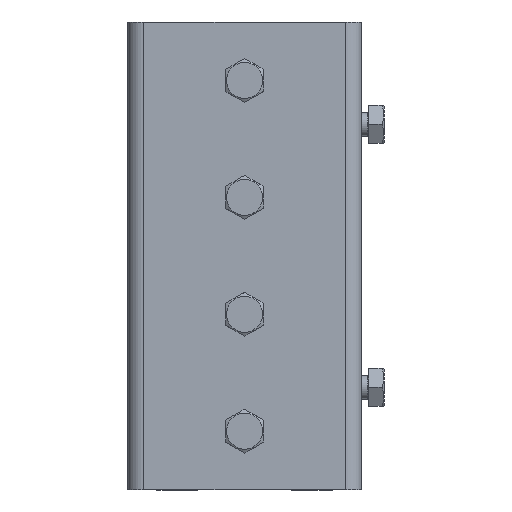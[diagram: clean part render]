
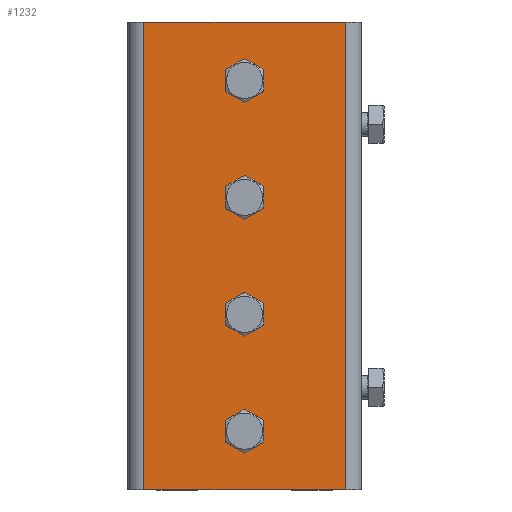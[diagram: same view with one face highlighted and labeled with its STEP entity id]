
A CAD part, top view. The second image highlights one B-rep face of the part: STEP entity #1232.
In plain terms, the highlighted planar face has unit normal (0, 0, 1).
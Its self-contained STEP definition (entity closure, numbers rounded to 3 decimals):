
#1232=ADVANCED_FACE('',(#3388,#3390,#3392,#3394,#3396),#3398,.T.);
#3388=FACE_BOUND('',#3389,.T.);
#3389=EDGE_LOOP('',(#5052,#5053,#5054,#5055));
#3390=FACE_BOUND('',#3391,.T.);
#3391=EDGE_LOOP('',(#5056));
#3392=FACE_BOUND('',#3393,.T.);
#3393=EDGE_LOOP('',(#5057));
#3394=FACE_BOUND('',#3395,.T.);
#3395=EDGE_LOOP('',(#5058));
#3396=FACE_BOUND('',#3397,.T.);
#3397=EDGE_LOOP('',(#5059));
#3398=PLANE('',#3399);
#3399=AXIS2_PLACEMENT_3D('',#3400,#3401,#3402);
#3400=CARTESIAN_POINT('',(0.,0.,4.5));
#3401=DIRECTION('',(0.,0.,1.));
#3402=DIRECTION('',(1.,0.,0.));
#5052=ORIENTED_EDGE('',*,*,#5802,.T.);
#5053=ORIENTED_EDGE('',*,*,#6038,.T.);
#5054=ORIENTED_EDGE('',*,*,#6039,.T.);
#5055=ORIENTED_EDGE('',*,*,#6040,.T.);
#5056=ORIENTED_EDGE('',*,*,#6041,.T.);
#5057=ORIENTED_EDGE('',*,*,#6042,.T.);
#5058=ORIENTED_EDGE('',*,*,#6043,.T.);
#5059=ORIENTED_EDGE('',*,*,#6044,.T.);
#5802=EDGE_CURVE('',#6540,#6538,#6541,.T.);
#6038=EDGE_CURVE('',#6538,#6895,#6896,.T.);
#6039=EDGE_CURVE('',#6895,#6897,#6898,.T.);
#6040=EDGE_CURVE('',#6897,#6540,#6899,.T.);
#6041=EDGE_CURVE('',#6900,#6900,#6901,.F.);
#6042=EDGE_CURVE('',#6902,#6902,#6903,.F.);
#6043=EDGE_CURVE('',#6904,#6904,#6905,.F.);
#6044=EDGE_CURVE('',#6906,#6906,#6907,.F.);
#6538=VERTEX_POINT('',#7875);
#6540=VERTEX_POINT('',#7880);
#6541=LINE('',#7881,#7882);
#6895=VERTEX_POINT('',#8770);
#6896=LINE('',#8771,#8772);
#6897=VERTEX_POINT('',#8774);
#6898=LINE('',#8775,#8776);
#6899=LINE('',#8778,#8779);
#6900=VERTEX_POINT('',#8781);
#6901=CIRCLE('',#8782,3.4);
#6902=VERTEX_POINT('',#8786);
#6903=CIRCLE('',#8787,3.4);
#6904=VERTEX_POINT('',#8791);
#6905=CIRCLE('',#8792,3.4);
#6906=VERTEX_POINT('',#8796);
#6907=CIRCLE('',#8797,3.4);
#7875=CARTESIAN_POINT('',(74.5,160.,4.5));
#7880=CARTESIAN_POINT('',(74.5,0.,4.5));
#7881=CARTESIAN_POINT('',(74.5,0.,4.5));
#7882=VECTOR('',#7883,1.);
#7883=DIRECTION('',(0.,1.,0.));
#8770=CARTESIAN_POINT('',(5.5,160.,4.5));
#8771=CARTESIAN_POINT('',(74.5,160.,4.5));
#8772=VECTOR('',#8773,1.);
#8773=DIRECTION('',(-1.,0.,0.));
#8774=CARTESIAN_POINT('',(5.5,0.,4.5));
#8775=CARTESIAN_POINT('',(5.5,160.,4.5));
#8776=VECTOR('',#8777,1.);
#8777=DIRECTION('',(0.,-1.,0.));
#8778=CARTESIAN_POINT('',(5.5,0.,4.5));
#8779=VECTOR('',#8780,1.);
#8780=DIRECTION('',(1.,0.,0.));
#8781=CARTESIAN_POINT('',(43.4,100.,4.5));
#8782=AXIS2_PLACEMENT_3D('',#8783,#8784,#8785);
#8783=CARTESIAN_POINT('',(40.,100.,4.5));
#8784=DIRECTION('',(0.,0.,1.));
#8785=DIRECTION('',(1.,0.,0.));
#8786=CARTESIAN_POINT('',(43.4,20.,4.5));
#8787=AXIS2_PLACEMENT_3D('',#8788,#8789,#8790);
#8788=CARTESIAN_POINT('',(40.,20.,4.5));
#8789=DIRECTION('',(0.,0.,1.));
#8790=DIRECTION('',(1.,0.,0.));
#8791=CARTESIAN_POINT('',(43.4,60.,4.5));
#8792=AXIS2_PLACEMENT_3D('',#8793,#8794,#8795);
#8793=CARTESIAN_POINT('',(40.,60.,4.5));
#8794=DIRECTION('',(0.,0.,1.));
#8795=DIRECTION('',(1.,0.,0.));
#8796=CARTESIAN_POINT('',(43.4,140.,4.5));
#8797=AXIS2_PLACEMENT_3D('',#8798,#8799,#8800);
#8798=CARTESIAN_POINT('',(40.,140.,4.5));
#8799=DIRECTION('',(0.,0.,1.));
#8800=DIRECTION('',(1.,0.,0.));
